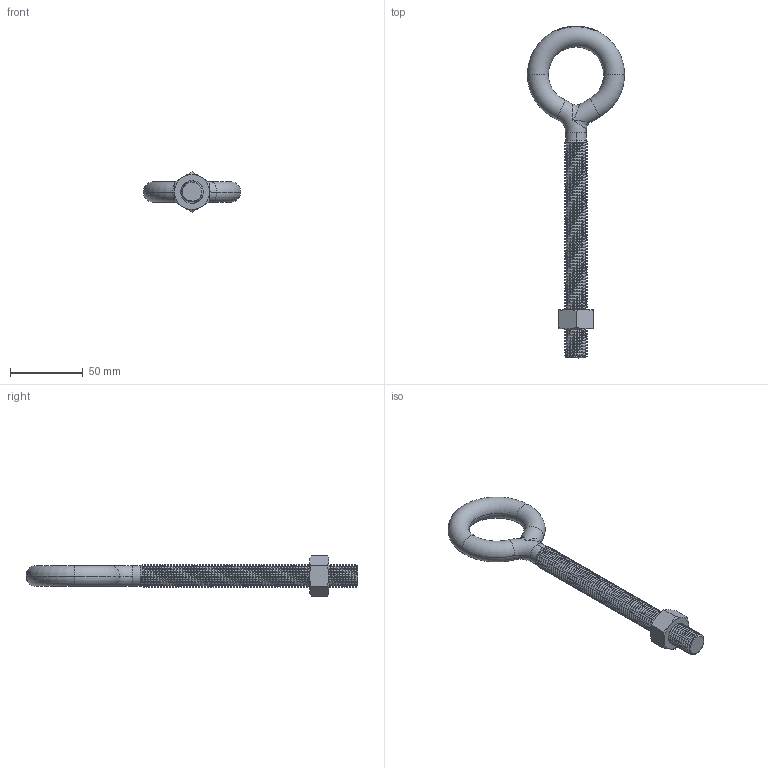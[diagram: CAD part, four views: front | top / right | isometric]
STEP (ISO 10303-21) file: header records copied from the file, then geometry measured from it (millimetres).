
FILE_DESCRIPTION (( 'STEP AP214' ), '1' );
FILE_NAME ('05119-Eyebolt Welded Zinc Plated M16 230mm.STEP', '2018-11-22T23:17:42', ( '' ), ( '' ), 'SwSTEP 2.0', 'SolidWorks 2018', '' );
FILE_SCHEMA (( 'AUTOMOTIVE_DESIGN' ));
Length unit declared in the file: millimetre
Products named in the file (2): 05119-Eyebolt Welded Zinc Plated M16 230mm
Bounding box: 66.8 x 228 x 27.48 mm (x, y, z)
Volume: 58023.9 mm3; surface area: 21407 mm2
Topology: 2 solids, 2 shells, 449 faces, 1242 edges, 816 vertices
Faces by surface type: bspline 233, cylinder 154, torus 33, cone 19, plane 10
Entity records: 42207 total; most frequent: CARTESIAN_POINT 33722, ORIENTED_EDGE 2476, EDGE_CURVE 1238, VERTEX_POINT 816, B_SPLINE_CURVE_WITH_KNOTS 735, DIRECTION 683, EDGE_LOOP 476, ADVANCED_FACE 449
